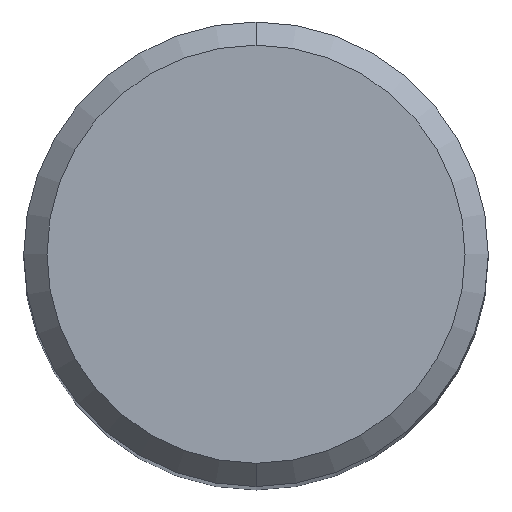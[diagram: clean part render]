
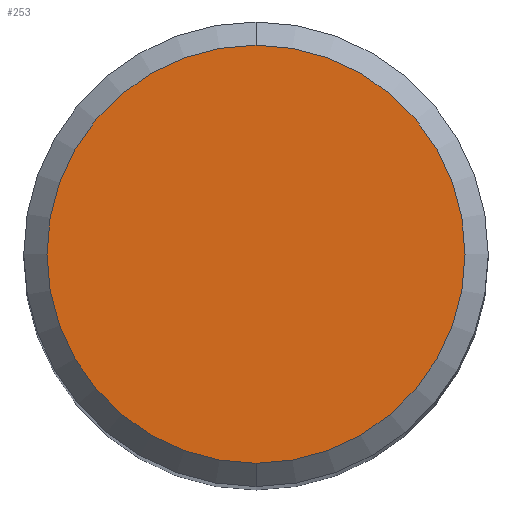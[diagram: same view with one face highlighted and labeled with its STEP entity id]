
A CAD part, top view. The second image highlights one B-rep face of the part: STEP entity #253.
In plain terms, the highlighted planar face has unit normal (0, 0, 1).
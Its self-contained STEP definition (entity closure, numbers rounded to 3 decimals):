
#195=EDGE_CURVE('',#437,#217,#503,.T.);
#217=VERTEX_POINT('',#526);
#225=EDGE_CURVE('',#217,#437,#535,.T.);
#253=ADVANCED_FACE('',(#567),#568,.T.);
#437=VERTEX_POINT('',#773);
#503=CIRCLE('',#876,4.5);
#526=CARTESIAN_POINT('',(0.,-4.5,0.0));
#535=CIRCLE('',#946,4.5);
#567=FACE_OUTER_BOUND('',#999,.T.);
#568=PLANE('',#1000);
#773=CARTESIAN_POINT('',(0.0,4.5,0.0));
#876=AXIS2_PLACEMENT_3D('',#1495,#1496,#1497);
#946=AXIS2_PLACEMENT_3D('',#1529,#1530,#1531);
#999=EDGE_LOOP('',(#1569,#1570));
#1000=AXIS2_PLACEMENT_3D('',#1571,#1572,#1573);
#1495=CARTESIAN_POINT('',(0.0,0.0,0.0));
#1496=DIRECTION('',(0.0,0.0,-1.0));
#1497=DIRECTION('',(0.0,1.0,0.0));
#1529=CARTESIAN_POINT('',(0.0,0.0,0.0));
#1530=DIRECTION('',(0.0,0.0,-1.0));
#1531=DIRECTION('',(0.0,1.0,0.0));
#1569=ORIENTED_EDGE('',*,*,#195,.F.);
#1570=ORIENTED_EDGE('',*,*,#225,.F.);
#1571=CARTESIAN_POINT('',(0.0,2.25,0.0));
#1572=DIRECTION('',(-0.0,0.0,1.0));
#1573=DIRECTION('',(0.0,-1.0,0.0));
